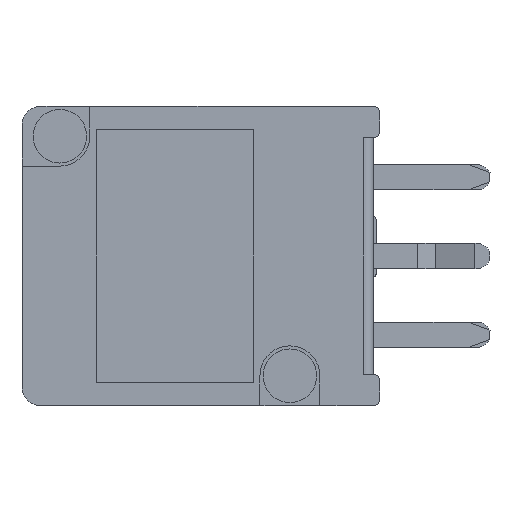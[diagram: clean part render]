
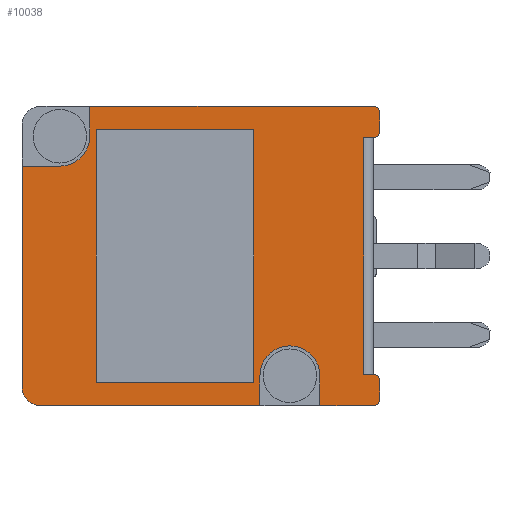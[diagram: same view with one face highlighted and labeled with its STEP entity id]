
A CAD part, front view. The second image highlights one B-rep face of the part: STEP entity #10038.
In plain terms, the highlighted planar face has unit normal (0, -1, 0).
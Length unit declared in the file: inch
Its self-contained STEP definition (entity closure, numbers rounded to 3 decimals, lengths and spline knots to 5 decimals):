
#1956=DIRECTION('',(1.,0.,0.));
#1957=VECTOR('',#1956,0.27362);
#1958=CARTESIAN_POINT('',(-0.15981,-0.47188,
-0.19437));
#1959=LINE('',#1958,#1957);
#1968=DIRECTION('',(1.,0.,0.));
#1969=VECTOR('',#1968,0.06693);
#1970=CARTESIAN_POINT('',(0.18862,-0.47188,
-0.19437));
#1971=LINE('',#1970,#1969);
#2115=DIRECTION('',(-1.,0.,0.));
#2116=VECTOR('',#2115,0.35433);
#2117=CARTESIAN_POINT('',(0.25555,-0.47188,
0.17965));
#2118=LINE('',#2117,#2116);
#2167=DIRECTION('',(0.,0.,-1.));
#2168=VECTOR('',#2167,0.27559);
#2169=CARTESIAN_POINT('',(-0.18343,-0.47188,
0.10484));
#2170=LINE('',#2169,#2168);
#2983=CARTESIAN_POINT('',(0.25555,-0.47188,
0.14815));
#2984=DIRECTION('',(0.,1.,0.));
#2985=DIRECTION('',(1.,0.,0.));
#2986=AXIS2_PLACEMENT_3D('',#2983,#2984,#2985);
#2988=DIRECTION('',(-1.,0.,0.));
#2989=VECTOR('',#2988,0.01181);
#2990=CARTESIAN_POINT('',(0.25555,-0.47188,
0.14028));
#2991=LINE('',#2990,#2989);
#2992=DIRECTION('',(1.,0.,0.));
#2993=VECTOR('',#2992,0.01181);
#2994=CARTESIAN_POINT('',(0.24374,-0.47188,
-0.155));
#2995=LINE('',#2994,#2993);
#2996=CARTESIAN_POINT('',(0.25555,-0.47188,
-0.16287));
#2997=DIRECTION('',(0.,1.,0.));
#2998=DIRECTION('',(0.,0.,1.));
#2999=AXIS2_PLACEMENT_3D('',#2996,#2997,#2998);
#3001=CARTESIAN_POINT('',(0.25555,-0.47188,
-0.1865));
#3002=DIRECTION('',(0.,1.,0.));
#3003=DIRECTION('',(1.,0.,0.));
#3004=AXIS2_PLACEMENT_3D('',#3001,#3002,#3003);
#3006=CARTESIAN_POINT('',(0.15122,-0.47188,
-0.15697));
#3007=DIRECTION('',(0.,-1.,0.));
#3008=DIRECTION('',(1.,0.,0.));
#3009=AXIS2_PLACEMENT_3D('',#3006,#3007,#3008);
#3011=DIRECTION('',(0.,0.,-1.));
#3012=VECTOR('',#3011,0.0374);
#3013=CARTESIAN_POINT('',(0.11382,-0.47188,
-0.15697));
#3014=LINE('',#3013,#3012);
#3015=CARTESIAN_POINT('',(-0.15981,-0.47188,
-0.17075));
#3016=DIRECTION('',(0.,1.,0.));
#3017=DIRECTION('',(0.,0.,-1.));
#3018=AXIS2_PLACEMENT_3D('',#3015,#3016,#3017);
#3020=CARTESIAN_POINT('',(-0.13618,-0.47188,
0.14224));
#3021=DIRECTION('',(0.,-1.,0.));
#3022=DIRECTION('',(0.,0.,-1.));
#3023=AXIS2_PLACEMENT_3D('',#3020,#3021,#3022);
#3025=DIRECTION('',(0.,0.,1.));
#3026=VECTOR('',#3025,0.0374);
#3027=CARTESIAN_POINT('',(-0.09878,-0.47188,
0.14224));
#3028=LINE('',#3027,#3026);
#3029=CARTESIAN_POINT('',(0.25555,-0.47188,
0.17177));
#3030=DIRECTION('',(0.,1.,0.));
#3031=DIRECTION('',(0.,0.,1.));
#3032=AXIS2_PLACEMENT_3D('',#3029,#3030,#3031);
#3098=DIRECTION('',(0.,0.,1.));
#3099=VECTOR('',#3098,0.02362);
#3100=CARTESIAN_POINT('',(0.26342,-0.47188,
-0.1865));
#3101=LINE('',#3100,#3099);
#4142=DIRECTION('',(0.,0.,1.));
#4143=VECTOR('',#4142,0.02362);
#4144=CARTESIAN_POINT('',(0.26342,-0.47188,
0.14815));
#4145=LINE('',#4144,#4143);
#4159=DIRECTION('',(0.,0.,1.));
#4160=VECTOR('',#4159,0.29528);
#4161=CARTESIAN_POINT('',(0.24374,-0.47188,
-0.155));
#4162=LINE('',#4161,#4160);
#4280=DIRECTION('',(0.,0.,-1.));
#4281=VECTOR('',#4280,0.0374);
#4282=CARTESIAN_POINT('',(0.18862,-0.47188,
-0.15697));
#4283=LINE('',#4282,#4281);
#4337=DIRECTION('',(-1.,0.,0.));
#4338=VECTOR('',#4337,0.04724);
#4339=CARTESIAN_POINT('',(-0.13618,-0.47188,
0.10484));
#4340=LINE('',#4339,#4338);
#4403=DIRECTION('',(0.,0.,-1.));
#4404=VECTOR('',#4403,0.31496);
#4405=CARTESIAN_POINT('',(0.10594,-0.47188,
0.15012));
#4406=LINE('',#4405,#4404);
#4411=DIRECTION('',(-1.,0.,0.));
#4412=VECTOR('',#4411,0.19685);
#4413=CARTESIAN_POINT('',(0.10594,-0.47188,
-0.16484));
#4414=LINE('',#4413,#4412);
#4419=DIRECTION('',(0.,0.,1.));
#4420=VECTOR('',#4419,0.31496);
#4421=CARTESIAN_POINT('',(-0.09091,-0.47188,
-0.16484));
#4422=LINE('',#4421,#4420);
#4427=DIRECTION('',(1.,0.,0.));
#4428=VECTOR('',#4427,0.19685);
#4429=CARTESIAN_POINT('',(-0.09091,-0.47188,
0.15012));
#4430=LINE('',#4429,#4428);
#5727=CARTESIAN_POINT('',(0.26342,-0.47188,
0.14815));
#5728=CARTESIAN_POINT('',(0.25555,-0.47188,
0.14028));
#5729=VERTEX_POINT('',#5727);
#5730=VERTEX_POINT('',#5728);
#5731=CARTESIAN_POINT('',(0.24374,-0.47188,
0.14028));
#5732=VERTEX_POINT('',#5731);
#5733=CARTESIAN_POINT('',(0.24374,-0.47188,
-0.155));
#5734=VERTEX_POINT('',#5733);
#5735=CARTESIAN_POINT('',(0.25555,-0.47188,
-0.155));
#5736=VERTEX_POINT('',#5735);
#5737=CARTESIAN_POINT('',(0.26342,-0.47188,
-0.16287));
#5738=VERTEX_POINT('',#5737);
#5739=CARTESIAN_POINT('',(0.26342,-0.47188,
-0.1865));
#5740=VERTEX_POINT('',#5739);
#5741=CARTESIAN_POINT('',(0.25555,-0.47188,
-0.19437));
#5742=VERTEX_POINT('',#5741);
#5743=CARTESIAN_POINT('',(0.18862,-0.47188,
-0.19437));
#5744=VERTEX_POINT('',#5743);
#5745=CARTESIAN_POINT('',(0.18862,-0.47188,
-0.15697));
#5746=VERTEX_POINT('',#5745);
#5747=CARTESIAN_POINT('',(0.11382,-0.47188,
-0.15697));
#5748=VERTEX_POINT('',#5747);
#5749=CARTESIAN_POINT('',(0.11382,-0.47188,
-0.19437));
#5750=VERTEX_POINT('',#5749);
#5751=CARTESIAN_POINT('',(-0.15981,-0.47188,
-0.19437));
#5752=VERTEX_POINT('',#5751);
#5753=CARTESIAN_POINT('',(-0.18343,-0.47188,
-0.17075));
#5754=VERTEX_POINT('',#5753);
#5755=CARTESIAN_POINT('',(-0.18343,-0.47188,
0.10484));
#5756=VERTEX_POINT('',#5755);
#5757=CARTESIAN_POINT('',(-0.13618,-0.47188,
0.10484));
#5758=VERTEX_POINT('',#5757);
#5759=CARTESIAN_POINT('',(-0.09878,-0.47188,
0.14224));
#5760=VERTEX_POINT('',#5759);
#5761=CARTESIAN_POINT('',(-0.09878,-0.47188,
0.17965));
#5762=VERTEX_POINT('',#5761);
#5763=CARTESIAN_POINT('',(0.25555,-0.47188,
0.17965));
#5764=VERTEX_POINT('',#5763);
#5765=CARTESIAN_POINT('',(0.26342,-0.47188,
0.17177));
#5766=VERTEX_POINT('',#5765);
#5767=CARTESIAN_POINT('',(0.10594,-0.47188,
0.15012));
#5768=CARTESIAN_POINT('',(0.10594,-0.47188,
-0.16484));
#5769=VERTEX_POINT('',#5767);
#5770=VERTEX_POINT('',#5768);
#5771=CARTESIAN_POINT('',(-0.09091,-0.47188,
0.15012));
#5772=VERTEX_POINT('',#5771);
#5773=CARTESIAN_POINT('',(-0.09091,-0.47188,
-0.16484));
#5774=VERTEX_POINT('',#5773);
#9986=CARTESIAN_POINT('',(0.00752,-0.47188,
-0.00736));
#9987=DIRECTION('',(0.,1.,0.));
#9988=DIRECTION('',(-1.,0.,0.));
#9989=AXIS2_PLACEMENT_3D('',#9986,#9987,#9988);
#9990=PLANE('',#9989);
#9992=ORIENTED_EDGE('',*,*,#9991,.T.);
#9994=ORIENTED_EDGE('',*,*,#9993,.T.);
#9996=ORIENTED_EDGE('',*,*,#9995,.F.);
#9998=ORIENTED_EDGE('',*,*,#9997,.T.);
#10000=ORIENTED_EDGE('',*,*,#9999,.T.);
#10002=ORIENTED_EDGE('',*,*,#10001,.F.);
#10004=ORIENTED_EDGE('',*,*,#10003,.T.);
#10005=ORIENTED_EDGE('',*,*,#8818,.F.);
#10007=ORIENTED_EDGE('',*,*,#10006,.F.);
#10009=ORIENTED_EDGE('',*,*,#10008,.T.);
#10011=ORIENTED_EDGE('',*,*,#10010,.T.);
#10012=ORIENTED_EDGE('',*,*,#8810,.F.);
#10013=ORIENTED_EDGE('',*,*,#9153,.T.);
#10014=ORIENTED_EDGE('',*,*,#9139,.F.);
#10016=ORIENTED_EDGE('',*,*,#10015,.F.);
#10018=ORIENTED_EDGE('',*,*,#10017,.T.);
#10020=ORIENTED_EDGE('',*,*,#10019,.T.);
#10021=ORIENTED_EDGE('',*,*,#9057,.F.);
#10023=ORIENTED_EDGE('',*,*,#10022,.T.);
#10025=ORIENTED_EDGE('',*,*,#10024,.F.);
#10026=EDGE_LOOP('',(#9992,#9994,#9996,#9998,#10000,#10002,#10004,#10005,#10007,
#10009,#10011,#10012,#10013,#10014,#10016,#10018,#10020,#10021,#10023,#10025));
#10027=FACE_OUTER_BOUND('',#10026,.F.);
#10029=ORIENTED_EDGE('',*,*,#10028,.F.);
#10031=ORIENTED_EDGE('',*,*,#10030,.F.);
#10033=ORIENTED_EDGE('',*,*,#10032,.F.);
#10035=ORIENTED_EDGE('',*,*,#10034,.F.);
#10036=EDGE_LOOP('',(#10029,#10031,#10033,#10035));
#10037=FACE_BOUND('',#10036,.F.);
#10038=ADVANCED_FACE('',(#10027,#10037),#9990,.F.);
#2987=CIRCLE('',#2986,0.00787);
#3000=CIRCLE('',#2999,0.00787);
#3005=CIRCLE('',#3004,0.00787);
#3010=CIRCLE('',#3009,0.0374);
#3019=CIRCLE('',#3018,0.02362);
#3024=CIRCLE('',#3023,0.0374);
#3033=CIRCLE('',#3032,0.00787);
#8810=EDGE_CURVE('',#5752,#5750,#1959,.T.);
#8818=EDGE_CURVE('',#5744,#5742,#1971,.T.);
#9057=EDGE_CURVE('',#5764,#5762,#2118,.T.);
#9139=EDGE_CURVE('',#5756,#5754,#2170,.T.);
#9153=EDGE_CURVE('',#5752,#5754,#3019,.T.);
#9991=EDGE_CURVE('',#5729,#5730,#2987,.T.);
#9993=EDGE_CURVE('',#5730,#5732,#2991,.T.);
#9995=EDGE_CURVE('',#5734,#5732,#4162,.T.);
#9997=EDGE_CURVE('',#5734,#5736,#2995,.T.);
#9999=EDGE_CURVE('',#5736,#5738,#3000,.T.);
#10001=EDGE_CURVE('',#5740,#5738,#3101,.T.);
#10003=EDGE_CURVE('',#5740,#5742,#3005,.T.);
#10006=EDGE_CURVE('',#5746,#5744,#4283,.T.);
#10008=EDGE_CURVE('',#5746,#5748,#3010,.T.);
#10010=EDGE_CURVE('',#5748,#5750,#3014,.T.);
#10015=EDGE_CURVE('',#5758,#5756,#4340,.T.);
#10017=EDGE_CURVE('',#5758,#5760,#3024,.T.);
#10019=EDGE_CURVE('',#5760,#5762,#3028,.T.);
#10022=EDGE_CURVE('',#5764,#5766,#3033,.T.);
#10024=EDGE_CURVE('',#5729,#5766,#4145,.T.);
#10028=EDGE_CURVE('',#5769,#5770,#4406,.T.);
#10030=EDGE_CURVE('',#5772,#5769,#4430,.T.);
#10032=EDGE_CURVE('',#5774,#5772,#4422,.T.);
#10034=EDGE_CURVE('',#5770,#5774,#4414,.T.);
